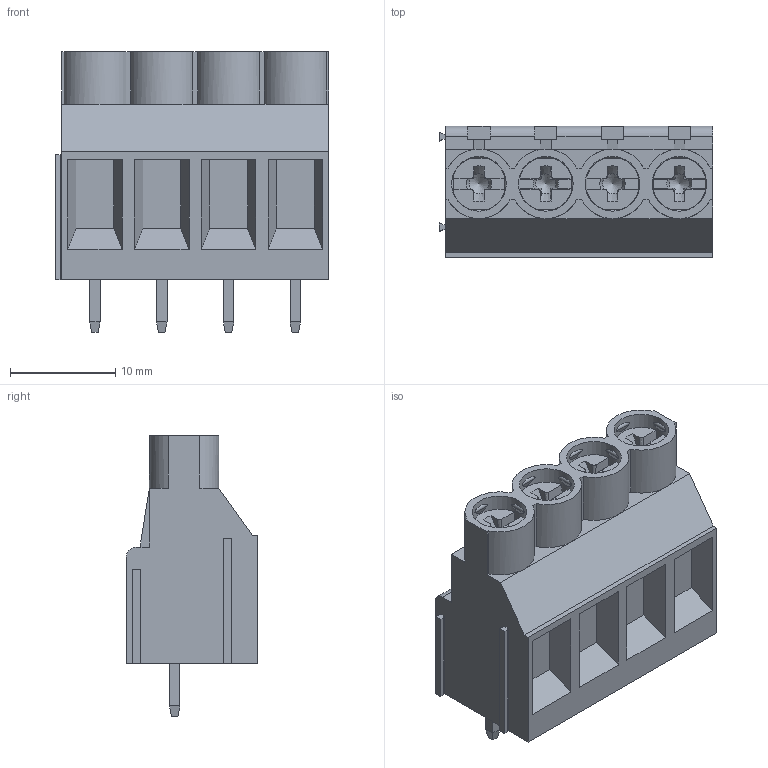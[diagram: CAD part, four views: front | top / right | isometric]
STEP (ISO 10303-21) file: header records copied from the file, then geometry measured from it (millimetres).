
FILE_DESCRIPTION(/* description */ ('Unknown'),/* implementation_level */ '2;1');
FILE_NAME(/* name */ 'MB910-635M04-20230410stp',/* time_stamp */ '2023-04-10T09:12:47+08:00',/* author */ ('Unknown'),/* organization */ ('Unknown'),/* preprocessor_version */ 'ST-DEVELOPER v16.7',/* originating_system */ 'DEX',/* authorisation */ $);
FILE_SCHEMA (('AUTOMOTIVE_DESIGN {1 0 10303 214 3 1 1}'));
Length unit declared in the file: millimetre
Products named in the file (1): MB910-635M04-20200824
Bounding box: 26 x 12.5 x 26.7 mm (x, y, z)
Volume: 4874.6 mm3; surface area: 3168.5 mm2
Topology: 5 solids, 5 shells, 304 faces, 782 edges, 508 vertices
Faces by surface type: plane 227, cylinder 37, cone 24, bspline 16
Full cylindrical faces by diameter (mm): 5.1 x4, 5.2 x4
Entity records: 11064 total; most frequent: CARTESIAN_POINT 4001, ORIENTED_EDGE 1476, DIRECTION 1342, EDGE_CURVE 738, LINE 504, VECTOR 504, VERTEX_POINT 488, AXIS2_PLACEMENT_3D 419
